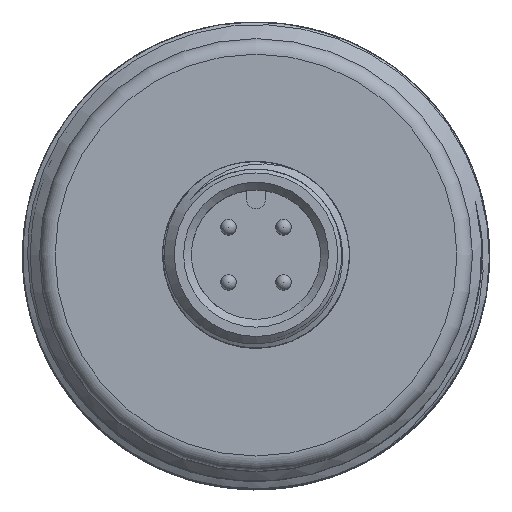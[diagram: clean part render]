
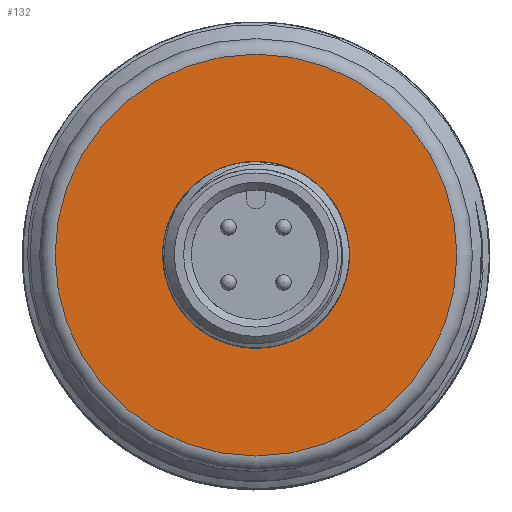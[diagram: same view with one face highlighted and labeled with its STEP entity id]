
A CAD part, top view. The second image highlights one B-rep face of the part: STEP entity #132.
In plain terms, the highlighted planar face has unit normal (0, 0, 1).
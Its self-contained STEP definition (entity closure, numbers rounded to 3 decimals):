
#132=ADVANCED_FACE('',(#182,#183),#175,.F.);
#175=PLANE('',#575);
#182=FACE_BOUND('',#231,.T.);
#183=FACE_BOUND('',#232,.T.);
#231=EDGE_LOOP('',(#302));
#232=EDGE_LOOP('',(#303));
#302=ORIENTED_EDGE('',*,*,#478,.T.);
#303=ORIENTED_EDGE('',*,*,#479,.T.);
#428=VERTEX_POINT('',#795);
#429=VERTEX_POINT('',#797);
#478=EDGE_CURVE('',#428,#428,#541,.T.);
#479=EDGE_CURVE('',#429,#429,#542,.T.);
#541=CIRCLE('',#573,12.9);
#542=CIRCLE('',#574,5.35);
#573=AXIS2_PLACEMENT_3D('',#794,#645,#646);
#574=AXIS2_PLACEMENT_3D('',#796,#647,#648);
#575=AXIS2_PLACEMENT_3D('',#798,#649,#650);
#645=DIRECTION('',(0.,0.,1.));
#646=DIRECTION('',(-1.,0.,0.));
#647=DIRECTION('',(0.,0.,-1.));
#648=DIRECTION('',(-1.,0.,0.));
#649=DIRECTION('',(0.,0.,-1.));
#650=DIRECTION('',(-1.,0.,0.));
#794=CARTESIAN_POINT('',(0.,0.,53.));
#795=CARTESIAN_POINT('',(-12.9,0.,53.));
#796=CARTESIAN_POINT('',(0.,0.,53.));
#797=CARTESIAN_POINT('',(-5.35,0.,53.));
#798=CARTESIAN_POINT('',(0.,0.,53.));
